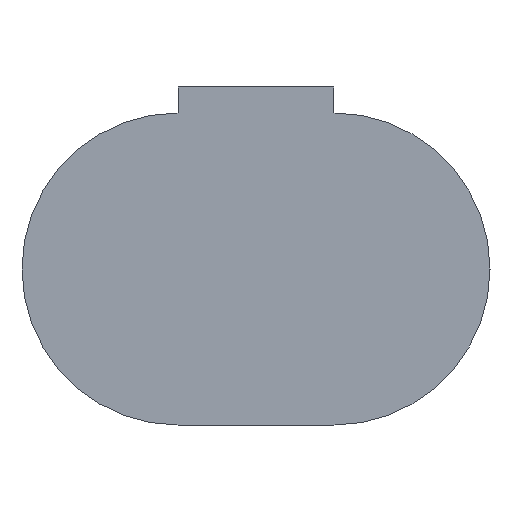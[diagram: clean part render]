
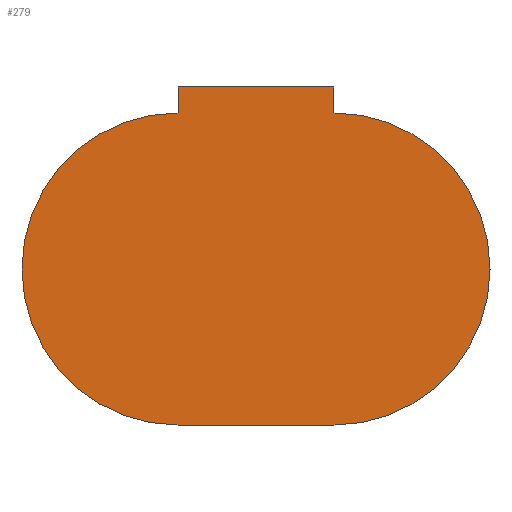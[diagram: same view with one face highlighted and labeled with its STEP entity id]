
A CAD part, left-side view. The second image highlights one B-rep face of the part: STEP entity #279.
In plain terms, the highlighted planar face has unit normal (-1, 0, 0).
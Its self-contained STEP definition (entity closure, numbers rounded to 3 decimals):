
#26=PLANE('',#324);
#43=FACE_OUTER_BOUND('',#62,.T.);
#62=EDGE_LOOP('',(#250,#251,#252,#253,#254,#255));
#76=LINE('',#467,#99);
#80=LINE('',#476,#103);
#82=LINE('',#480,#105);
#84=LINE('',#484,#107);
#99=VECTOR('',#386,10.);
#103=VECTOR('',#396,10.);
#105=VECTOR('',#400,10.);
#107=VECTOR('',#404,10.);
#121=CIRCLE('',#318,6.);
#122=CIRCLE('',#323,6.);
#139=VERTEX_POINT('',#465);
#140=VERTEX_POINT('',#466);
#141=VERTEX_POINT('',#471);
#142=VERTEX_POINT('',#475);
#143=VERTEX_POINT('',#479);
#144=VERTEX_POINT('',#483);
#170=EDGE_CURVE('',#139,#140,#76,.T.);
#173=EDGE_CURVE('',#140,#141,#121,.T.);
#175=EDGE_CURVE('',#141,#142,#80,.T.);
#177=EDGE_CURVE('',#142,#143,#82,.T.);
#179=EDGE_CURVE('',#143,#144,#84,.T.);
#181=EDGE_CURVE('',#144,#139,#122,.T.);
#250=ORIENTED_EDGE('',*,*,#181,.T.);
#251=ORIENTED_EDGE('',*,*,#170,.T.);
#252=ORIENTED_EDGE('',*,*,#173,.T.);
#253=ORIENTED_EDGE('',*,*,#175,.T.);
#254=ORIENTED_EDGE('',*,*,#177,.T.);
#255=ORIENTED_EDGE('',*,*,#179,.T.);
#279=ADVANCED_FACE('',(#43),#26,.T.);
#318=AXIS2_PLACEMENT_3D('',#472,#391,#392);
#323=AXIS2_PLACEMENT_3D('',#487,#408,#409);
#324=AXIS2_PLACEMENT_3D('',#488,#410,#411);
#386=DIRECTION('',(0.,-1.,0.));
#391=DIRECTION('center_axis',(-1.,0.,0.));
#392=DIRECTION('ref_axis',(0.,-1.,0.));
#396=DIRECTION('',(0.,0.,1.));
#400=DIRECTION('',(0.,1.,0.));
#404=DIRECTION('',(0.,0.,-1.));
#408=DIRECTION('center_axis',(-1.,0.,0.));
#409=DIRECTION('ref_axis',(0.,-1.,0.));
#410=DIRECTION('center_axis',(-1.,0.,0.));
#411=DIRECTION('ref_axis',(0.,-1.,0.));
#465=CARTESIAN_POINT('',(-14.992,-15.56,-6.027));
#466=CARTESIAN_POINT('',(-14.992,-21.56,-6.027));
#467=CARTESIAN_POINT('',(-14.992,-15.56,-6.027));
#471=CARTESIAN_POINT('',(-14.992,-21.56,5.973));
#472=CARTESIAN_POINT('Origin',(-14.992,-21.56,-0.027));
#475=CARTESIAN_POINT('',(-14.992,-21.56,6.973));
#476=CARTESIAN_POINT('',(-14.992,-21.56,5.973));
#479=CARTESIAN_POINT('',(-14.992,-15.56,6.973));
#480=CARTESIAN_POINT('',(-14.992,-21.56,6.973));
#483=CARTESIAN_POINT('',(-14.992,-15.56,5.973));
#484=CARTESIAN_POINT('',(-14.992,-15.56,6.973));
#487=CARTESIAN_POINT('Origin',(-14.992,-15.56,-0.027));
#488=CARTESIAN_POINT('Origin',(-14.992,3.94,0.473));
